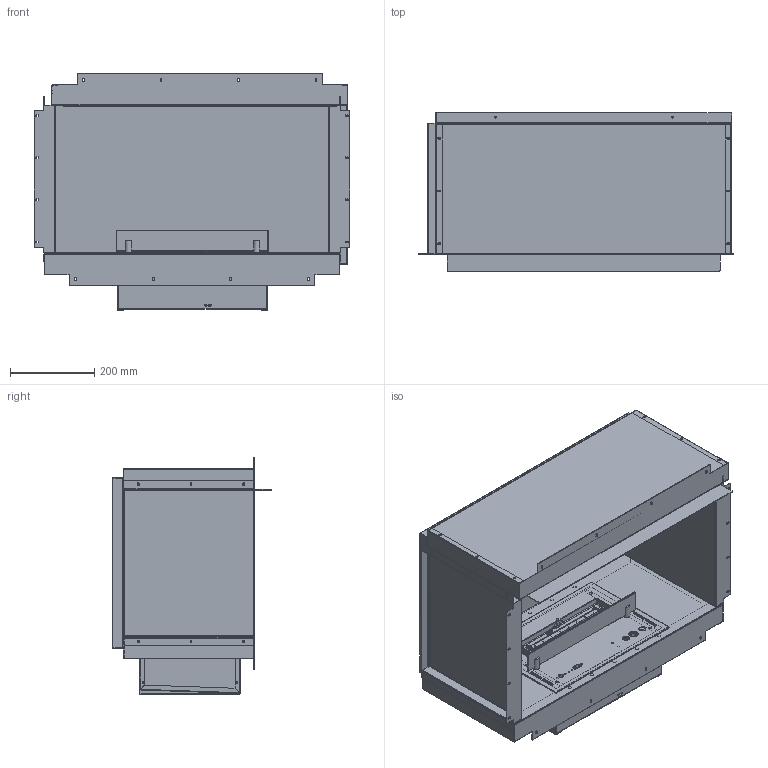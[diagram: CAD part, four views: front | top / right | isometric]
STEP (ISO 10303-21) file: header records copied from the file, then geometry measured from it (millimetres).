
FILE_DESCRIPTION (( 'STEP AP214' ), '1' );
FILE_NAME ('3d_Senso_Fireplace.STEP', '2022-05-24T12:53:00', ( '' ), ( '' ), 'SwSTEP 2.0', 'SolidWorks 2019', '' );
FILE_SCHEMA (( 'AUTOMOTIVE_DESIGN' ));
Length unit declared in the file: millimetre
Products named in the file (34): 000110522; PZ-FLA3XT-0003_PrimeFire; 000105849; 000110511; 000106129; 000087582; welded_stud_ISO-13918-PT - M4 x 16 (4.8); welded_stud_ISO-13918-PT - M6 x 12 (A2); 000106630; Nakrêtka wciskana_Sariv S-S M3-2; 000106669; 000104588; 000106085; 000104475_000104475; 000106517; 000106094; 000105816; 000106088; 000106515; AR-0071_1; 000106160; 3d_Senso_Fireplace; ES-0316_0; 000106746; 000105846; 000106070; Manipulator PLA; 000106518; 000110095; 000104476; 000110406; 000106425; 000106443; 000110285
Assembly tree (51 placements, depth 3):
  3d_Senso_Fireplace
    000104475_000104475
      000104476
      welded_stud_ISO-13918-PT - M4 x 16 (4.8)  x11
      Nakrêtka wciskana_Sariv S-S M3-2  x2
    000110406
      000104588
      000105849  x2
    000105846  x2
    000110285
    000110095  x2
    000106425
      000106669
      000106630
      welded_stud_ISO-13918-PT - M6 x 12 (A2)  x2
      000106443  x2
      000087582
    000110511
    PZ-FLA3XT-0003_PrimeFire
    Manipulator PLA
    ES-0316_0  x2
    000106746
    000105816
    000110522
    AR-0071_1
    000106160
      000106085
      000106129
      000106515
    000106094
    000106088  x2
    000106518
    000106517
    000106070
Bounding box: 749 x 375 x 561 mm (x, y, z)
Volume: 2275087.3 mm3; surface area: 4149617.8 mm2
Topology: 52 solids, 52 shells, 1969 faces, 4846 edges, 3009 vertices
Faces by surface type: plane 960, cylinder 818, bspline 89, cone 60, torus 36, sphere 6
Entity records: 55668 total; most frequent: CARTESIAN_POINT 13111, DIRECTION 8243, ORIENTED_EDGE 7994, EDGE_CURVE 3997, AXIS2_PLACEMENT_3D 2901, VERTEX_POINT 2481, LINE 2441, VECTOR 2441
